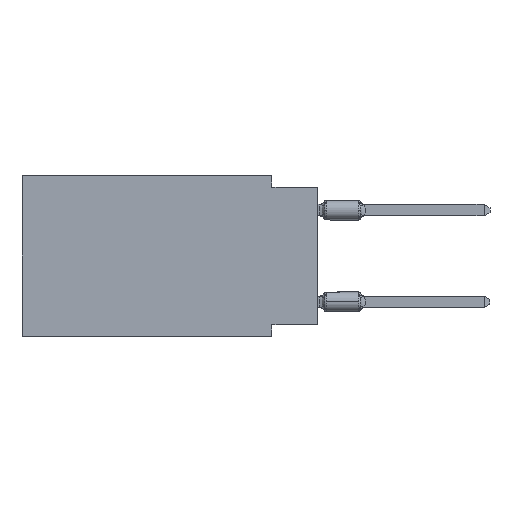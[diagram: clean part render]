
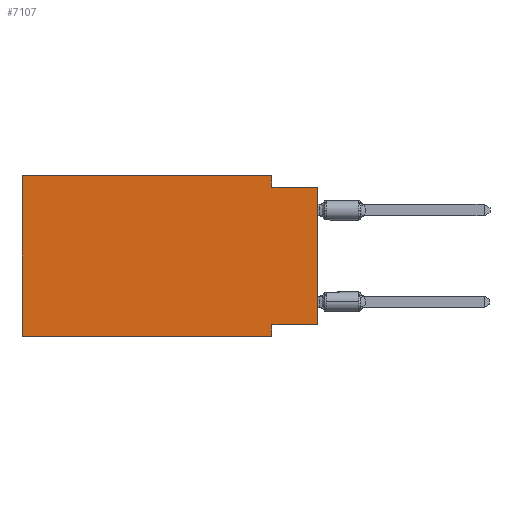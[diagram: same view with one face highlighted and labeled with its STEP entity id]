
A CAD part, left-side view. The second image highlights one B-rep face of the part: STEP entity #7107.
In plain terms, the highlighted planar face has unit normal (-1, 0, 0).
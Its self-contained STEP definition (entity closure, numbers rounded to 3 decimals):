
#46 = ORIENTED_EDGE ( 'NONE', *, *, #1453, .F. ) ;
#103 = CARTESIAN_POINT ( 'NONE',  ( 0., 0., -0.635 ) ) ;
#673 = VECTOR ( 'NONE', #6868, 1000. ) ;
#780 = CARTESIAN_POINT ( 'NONE',  ( 0., 2.54, -8.89 ) ) ;
#982 = DIRECTION ( 'NONE',  ( 0., 0., -1. ) ) ;
#1297 = EDGE_CURVE ( 'NONE', #16069, #18592, #2722, .T. ) ;
#1453 = EDGE_CURVE ( 'NONE', #13766, #18655, #18454, .T. ) ;
#1513 = DIRECTION ( 'NONE',  ( 0., -1., 0. ) ) ;
#1646 = VECTOR ( 'NONE', #15804, 1000. ) ;
#2419 = CARTESIAN_POINT ( 'NONE',  ( 0., 2.54, -8.89 ) ) ;
#2571 = EDGE_CURVE ( 'NONE', #10426, #6682, #19070, .T. ) ;
#2592 = VECTOR ( 'NONE', #19541, 1000. ) ;
#2722 = LINE ( 'NONE', #2419, #6187 ) ;
#3033 = DIRECTION ( 'NONE',  ( 1., 0., 0. ) ) ;
#3083 = EDGE_CURVE ( 'NONE', #6682, #13766, #19537, .T. ) ;
#3306 = LINE ( 'NONE', #9464, #9098 ) ;
#3350 = EDGE_CURVE ( 'NONE', #12574, #18655, #5215, .T. ) ;
#3606 = DIRECTION ( 'NONE',  ( 0., 0., 1. ) ) ;
#3728 = ORIENTED_EDGE ( 'NONE', *, *, #3083, .F. ) ;
#4125 = CARTESIAN_POINT ( 'NONE',  ( 0., 16.383, 0. ) ) ;
#4219 = CARTESIAN_POINT ( 'NONE',  ( 0., 16.383, 0. ) ) ;
#5066 = CARTESIAN_POINT ( 'NONE',  ( 0., 16.383, 0. ) ) ;
#5210 = VECTOR ( 'NONE', #1513, 1000. ) ;
#5215 = LINE ( 'NONE', #17318, #11950 ) ;
#5285 = ORIENTED_EDGE ( 'NONE', *, *, #8783, .T. ) ;
#5696 = CARTESIAN_POINT ( 'NONE',  ( 0., 2.54, 0. ) ) ;
#6187 = VECTOR ( 'NONE', #13119, 1000. ) ;
#6682 = VERTEX_POINT ( 'NONE', #5696 ) ;
#6715 = LINE ( 'NONE', #8147, #1646 ) ;
#6868 = DIRECTION ( 'NONE',  ( 0., -1., 0. ) ) ;
#7107 = ADVANCED_FACE ( 'NONE', ( #16627 ), #17943, .F. ) ;
#7796 = VECTOR ( 'NONE', #982, 1000. ) ;
#7905 = CARTESIAN_POINT ( 'NONE',  ( 0., 16.383, -8.89 ) ) ;
#8147 = CARTESIAN_POINT ( 'NONE',  ( 0., 0., -8.255 ) ) ;
#8303 = CARTESIAN_POINT ( 'NONE',  ( 0., 16.383, 0. ) ) ;
#8783 = EDGE_CURVE ( 'NONE', #15186, #18592, #3306, .T. ) ;
#9098 = VECTOR ( 'NONE', #17015, 1000. ) ;
#9182 = DIRECTION ( 'NONE',  ( 0., 0., -1. ) ) ;
#9464 = CARTESIAN_POINT ( 'NONE',  ( 0., 16.383, -8.89 ) ) ;
#9564 = AXIS2_PLACEMENT_3D ( 'NONE', #4125, #3033, #9182 ) ;
#10426 = VERTEX_POINT ( 'NONE', #8303 ) ;
#10482 = LINE ( 'NONE', #4219, #2592 ) ;
#11360 = ORIENTED_EDGE ( 'NONE', *, *, #3350, .T. ) ;
#11594 = ORIENTED_EDGE ( 'NONE', *, *, #14026, .F. ) ;
#11950 = VECTOR ( 'NONE', #3606, 1000. ) ;
#12574 = VERTEX_POINT ( 'NONE', #17020 ) ;
#13119 = DIRECTION ( 'NONE',  ( 0., 0., -1. ) ) ;
#13493 = CARTESIAN_POINT ( 'NONE',  ( 0., 2.54, 0. ) ) ;
#13499 = ORIENTED_EDGE ( 'NONE', *, *, #15910, .F. ) ;
#13766 = VERTEX_POINT ( 'NONE', #18628 ) ;
#14026 = EDGE_CURVE ( 'NONE', #12574, #16069, #6715, .T. ) ;
#14108 = CARTESIAN_POINT ( 'NONE',  ( 0., 2.54, -8.255 ) ) ;
#14567 = ORIENTED_EDGE ( 'NONE', *, *, #1297, .F. ) ;
#15186 = VERTEX_POINT ( 'NONE', #7905 ) ;
#15804 = DIRECTION ( 'NONE',  ( 0., 1., 0. ) ) ;
#15910 = EDGE_CURVE ( 'NONE', #15186, #10426, #10482, .T. ) ;
#16053 = ORIENTED_EDGE ( 'NONE', *, *, #2571, .F. ) ;
#16069 = VERTEX_POINT ( 'NONE', #14108 ) ;
#16627 = FACE_OUTER_BOUND ( 'NONE', #16681, .T. ) ;
#16681 = EDGE_LOOP ( 'NONE', ( #11360, #46, #3728, #16053, #13499, #5285, #14567, #11594 ) ) ;
#17015 = DIRECTION ( 'NONE',  ( 0., -1., 0. ) ) ;
#17020 = CARTESIAN_POINT ( 'NONE',  ( 0., 0., -8.255 ) ) ;
#17318 = CARTESIAN_POINT ( 'NONE',  ( 0., 0., 0. ) ) ;
#17943 = PLANE ( 'NONE',  #9564 ) ;
#18209 = CARTESIAN_POINT ( 'NONE',  ( 0., 0., -0.635 ) ) ;
#18454 = LINE ( 'NONE', #103, #5210 ) ;
#18592 = VERTEX_POINT ( 'NONE', #780 ) ;
#18628 = CARTESIAN_POINT ( 'NONE',  ( 0., 2.54, -0.635 ) ) ;
#18655 = VERTEX_POINT ( 'NONE', #18209 ) ;
#19070 = LINE ( 'NONE', #5066, #673 ) ;
#19537 = LINE ( 'NONE', #13493, #7796 ) ;
#19541 = DIRECTION ( 'NONE',  ( 0., 0., 1. ) ) ;
